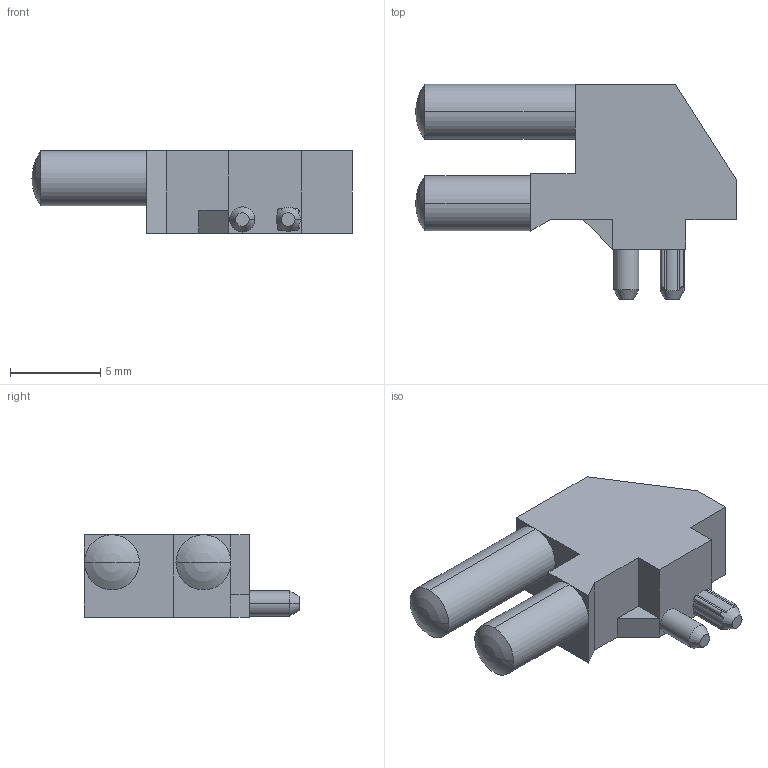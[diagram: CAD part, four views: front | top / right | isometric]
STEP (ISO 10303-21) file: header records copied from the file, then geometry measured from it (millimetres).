
FILE_DESCRIPTION((''),'2;1');
FILE_NAME('5151094_SWRP','2008-07-18T',('jenkink'),(''),'PRO/ENGINEER BY PARAMETRIC TECHNOLOGY CORPORATION, 2007370','PRO/ENGINEER BY PARAMETRIC TECHNOLOGY CORPORATION, 2007370','');
FILE_SCHEMA(('CONFIG_CONTROL_DESIGN'));
Length unit declared in the file: inch
Products named in the file (1): 5151094_SWRP
Bounding box: 17.78 x 11.94 x 4.57 mm (x, y, z)
Volume: 443.5 mm3; surface area: 485.1 mm2
Topology: 1 solids, 1 shells, 50 faces, 135 edges, 85 vertices
Faces by surface type: cylinder 22, plane 20, sphere 4, cone 4
Entity records: 1659 total; most frequent: CARTESIAN_POINT 362, DIRECTION 267, ORIENTED_EDGE 262, EDGE_CURVE 131, AXIS2_PLACEMENT_3D 98, VERTEX_POINT 85, VECTOR 71, LINE 71
